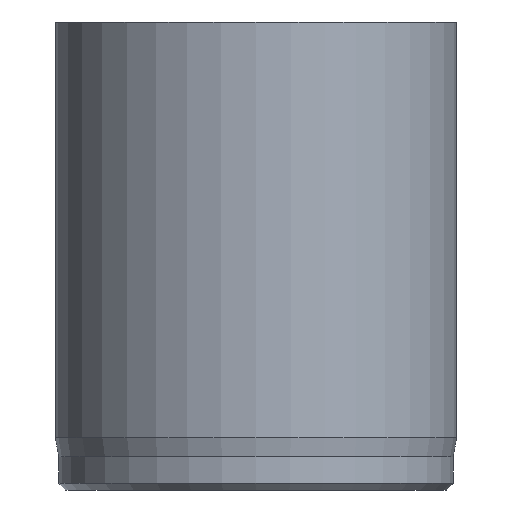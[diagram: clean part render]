
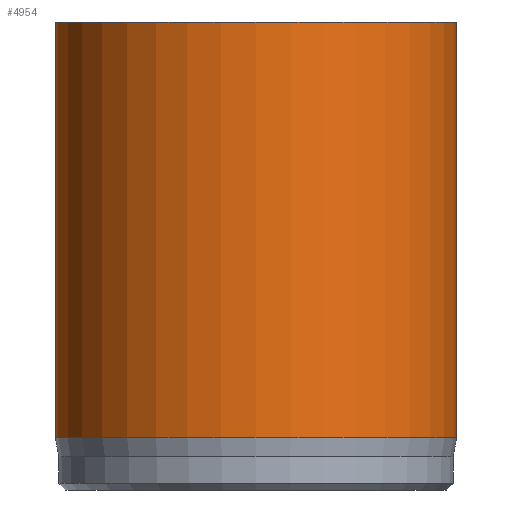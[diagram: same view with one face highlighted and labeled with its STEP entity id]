
A CAD part, front view. The second image highlights one B-rep face of the part: STEP entity #4954.
In plain terms, the highlighted cylindrical face has radius 6 mm (diameter 12 mm), a full revolution.
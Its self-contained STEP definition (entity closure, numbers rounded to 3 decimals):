
#35=CYLINDRICAL_SURFACE('',#5158,6.);
#52=CIRCLE('',#5131,6.);
#64=CIRCLE('',#5156,6.);
#65=CIRCLE('',#5157,6.);
#410=FACE_OUTER_BOUND('',#702,.T.);
#702=EDGE_LOOP('',(#4235,#4236,#4237,#4238,#4239));
#1054=LINE('',#8926,#1419);
#1419=VECTOR('',#5679,6.);
#2213=VERTEX_POINT('',#8877);
#2225=VERTEX_POINT('',#8920);
#2226=VERTEX_POINT('',#8921);
#2895=EDGE_CURVE('',#2213,#2213,#52,.T.);
#2913=EDGE_CURVE('',#2225,#2226,#64,.T.);
#2914=EDGE_CURVE('',#2226,#2225,#65,.T.);
#2916=EDGE_CURVE('',#2213,#2225,#1054,.T.);
#4235=ORIENTED_EDGE('',*,*,#2895,.T.);
#4236=ORIENTED_EDGE('',*,*,#2916,.T.);
#4237=ORIENTED_EDGE('',*,*,#2913,.T.);
#4238=ORIENTED_EDGE('',*,*,#2914,.T.);
#4239=ORIENTED_EDGE('',*,*,#2916,.F.);
#4954=ADVANCED_FACE('',(#410),#35,.T.);
#5131=AXIS2_PLACEMENT_3D('',#8878,#5616,#5617);
#5156=AXIS2_PLACEMENT_3D('',#8922,#5672,#5673);
#5157=AXIS2_PLACEMENT_3D('',#8923,#5674,#5675);
#5158=AXIS2_PLACEMENT_3D('',#8925,#5677,#5678);
#5616=DIRECTION('center_axis',(0.,0.,-1.));
#5617=DIRECTION('ref_axis',(-1.,0.,0.));
#5672=DIRECTION('center_axis',(0.,0.,1.));
#5673=DIRECTION('ref_axis',(-1.,0.,0.));
#5674=DIRECTION('center_axis',(0.,0.,1.));
#5675=DIRECTION('ref_axis',(-1.,0.,0.));
#5677=DIRECTION('center_axis',(0.,0.,1.));
#5678=DIRECTION('ref_axis',(-1.,0.,0.));
#5679=DIRECTION('',(0.,0.,-1.));
#8877=CARTESIAN_POINT('',(6.,0.,14.));
#8878=CARTESIAN_POINT('Origin',(0.,0.,14.));
#8920=CARTESIAN_POINT('',(6.,0.,1.567));
#8921=CARTESIAN_POINT('',(-6.,0.,1.567));
#8922=CARTESIAN_POINT('Origin',(0.,0.,1.567));
#8923=CARTESIAN_POINT('Origin',(0.,0.,1.567));
#8925=CARTESIAN_POINT('Origin',(0.,0.,0.));
#8926=CARTESIAN_POINT('',(6.,0.,0.));
